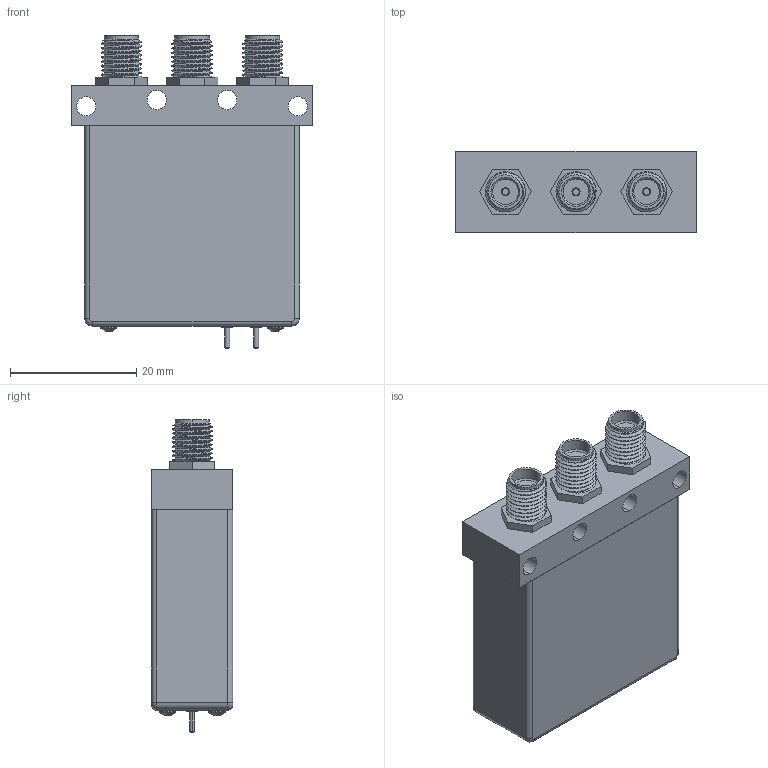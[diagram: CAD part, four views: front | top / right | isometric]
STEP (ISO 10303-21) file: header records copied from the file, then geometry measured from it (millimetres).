
FILE_DESCRIPTION (( 'STEP AP203' ), '1' );
FILE_NAME ('PE71S6053 - SEMS-4051-SPDT-SMA.step', '2018-11-20T17:34:11', ( '' ), ( '' ), 'SwSTEP 2.0', 'SolidWorks 2017', '' );
FILE_SCHEMA (( 'CONFIG_CONTROL_DESIGN' ));
Length unit declared in the file: inch
Products named in the file (1): PE71S6053 - SEMS-4051-SPDT-SMA
Bounding box: 38.1 x 12.9 x 49.47 mm (x, y, z)
Volume: 17236.4 mm3; surface area: 8527.1 mm2
Topology: 5 solids, 5 shells, 1222 faces, 3218 edges, 2128 vertices
Faces by surface type: plane 697, bspline 327, cylinder 175, cone 19, torus 4
Entity records: 60176 total; most frequent: CARTESIAN_POINT 32572, ORIENTED_EDGE 6436, DIRECTION 4286, EDGE_CURVE 3218, LINE 2144, VECTOR 2144, VERTEX_POINT 2128, EDGE_LOOP 1352
